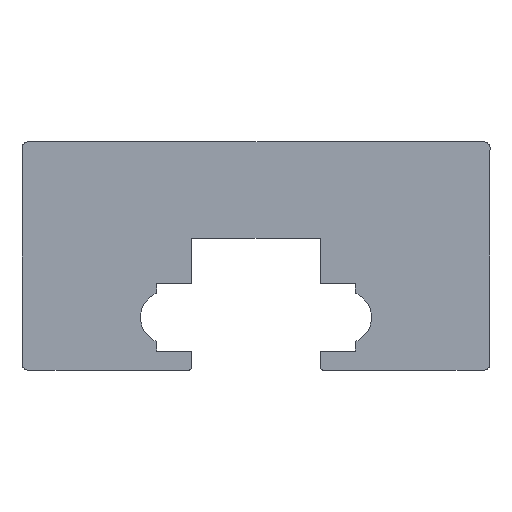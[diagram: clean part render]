
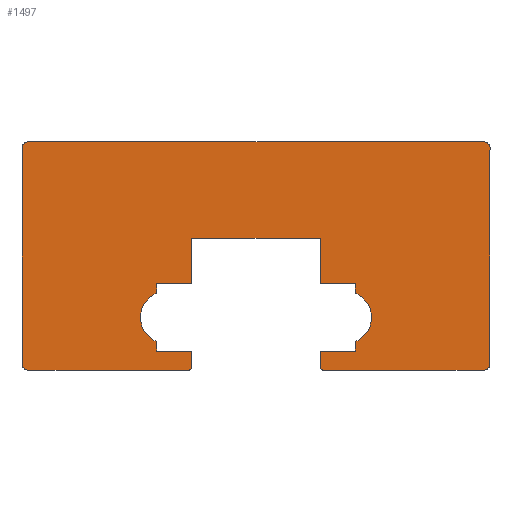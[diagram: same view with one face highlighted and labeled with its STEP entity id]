
A CAD part, front view. The second image highlights one B-rep face of the part: STEP entity #1497.
In plain terms, the highlighted planar face has unit normal (0, -1, 0).
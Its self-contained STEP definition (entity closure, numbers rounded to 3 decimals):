
#239=CARTESIAN_POINT('',(-78.,-4.0,-18.));
#240=VERTEX_POINT('',#239);
#241=CARTESIAN_POINT('',(-80.,-4.0,-16.));
#242=VERTEX_POINT('',#241);
#243=CARTESIAN_POINT('',(-78.,-4.0,-16.));
#244=DIRECTION('',(0.0,1.0,0.0));
#245=DIRECTION('',(-0.707,0.0,-0.707));
#246=AXIS2_PLACEMENT_3D('',#243,#244,#245);
#247=CIRCLE('',#246,2.);
#248=EDGE_CURVE('',#240,#242,#247,.T.);
#293=CARTESIAN_POINT('',(-80.,-4.0,58.));
#294=VERTEX_POINT('',#293);
#295=CARTESIAN_POINT('',(-78.,-4.0,60.));
#296=VERTEX_POINT('',#295);
#297=CARTESIAN_POINT('',(-78.,-4.0,58.));
#298=DIRECTION('',(0.0,1.,0.0));
#299=DIRECTION('',(-0.707,0.0,0.707));
#300=AXIS2_PLACEMENT_3D('',#297,#298,#299);
#301=CIRCLE('',#300,2.);
#302=EDGE_CURVE('',#294,#296,#301,.T.);
#347=CARTESIAN_POINT('',(78.,-4.0,60.));
#348=VERTEX_POINT('',#347);
#349=CARTESIAN_POINT('',(80.,-4.0,58.));
#350=VERTEX_POINT('',#349);
#351=CARTESIAN_POINT('',(78.,-4.0,58.));
#352=DIRECTION('',(0.0,1.0,0.0));
#353=DIRECTION('',(0.707,0.0,0.707));
#354=AXIS2_PLACEMENT_3D('',#351,#352,#353);
#355=CIRCLE('',#354,2.0);
#356=EDGE_CURVE('',#348,#350,#355,.T.);
#401=CARTESIAN_POINT('',(80.,-4.0,-16.));
#402=VERTEX_POINT('',#401);
#403=CARTESIAN_POINT('',(78.,-4.0,-18.));
#404=VERTEX_POINT('',#403);
#405=CARTESIAN_POINT('',(78.,-4.0,-16.));
#406=DIRECTION('',(0.0,1.0,0.0));
#407=DIRECTION('',(0.707,0.0,-0.707));
#408=AXIS2_PLACEMENT_3D('',#405,#406,#407);
#409=CIRCLE('',#408,2.0);
#410=EDGE_CURVE('',#402,#404,#409,.T.);
#486=CARTESIAN_POINT('',(-80.,-4.0,-16.));
#487=DIRECTION('',(0.0,0.0,1.0));
#488=VECTOR('',#487,74.);
#489=LINE('',#486,#488);
#490=EDGE_CURVE('',#242,#294,#489,.T.);
#502=CARTESIAN_POINT('',(-23.,-4.0,-18.));
#503=VERTEX_POINT('',#502);
#510=CARTESIAN_POINT('',(-23.,-4.0,-18.));
#511=DIRECTION('',(-1.0,0.0,0.0));
#512=VECTOR('',#511,55.);
#513=LINE('',#510,#512);
#514=EDGE_CURVE('',#503,#240,#513,.T.);
#525=CARTESIAN_POINT('',(-22.,-4.0,-17.));
#526=VERTEX_POINT('',#525);
#533=CARTESIAN_POINT('',(-23.,-4.0,-17.));
#534=DIRECTION('',(0.0,1.0,0.0));
#535=DIRECTION('',(-1.0,0.0,0.0));
#536=AXIS2_PLACEMENT_3D('',#533,#534,#535);
#537=CIRCLE('',#536,1.0);
#538=EDGE_CURVE('',#526,#503,#537,.T.);
#558=CARTESIAN_POINT('',(-22.,-4.0,-11.5));
#559=VERTEX_POINT('',#558);
#566=CARTESIAN_POINT('',(-22.,-4.0,-11.5));
#567=DIRECTION('',(0.0,0.0,-1.0));
#568=VECTOR('',#567,5.5);
#569=LINE('',#566,#568);
#570=EDGE_CURVE('',#559,#526,#569,.T.);
#730=CARTESIAN_POINT('',(22.,-4.0,-17.));
#731=VERTEX_POINT('',#730);
#738=CARTESIAN_POINT('',(22.,-4.0,-11.5));
#739=VERTEX_POINT('',#738);
#740=CARTESIAN_POINT('',(22.,-4.0,-17.));
#741=DIRECTION('',(0.0,0.0,1.0));
#742=VECTOR('',#741,5.5);
#743=LINE('',#740,#742);
#744=EDGE_CURVE('',#731,#739,#743,.T.);
#1350=CARTESIAN_POINT('',(0.,-4.0,19.926));
#1351=DIRECTION('',(0.0,1.0,0.0));
#1352=DIRECTION('',(0.0,0.0,1.0));
#1353=AXIS2_PLACEMENT_3D('',#1350,#1351,#1352);
#1354=PLANE('',#1353);
#1355=ORIENTED_EDGE('',*,*,#302,.F.);
#1356=ORIENTED_EDGE('',*,*,#490,.F.);
#1357=ORIENTED_EDGE('',*,*,#248,.F.);
#1358=ORIENTED_EDGE('',*,*,#514,.F.);
#1359=ORIENTED_EDGE('',*,*,#538,.F.);
#1360=ORIENTED_EDGE('',*,*,#570,.F.);
#1361=CARTESIAN_POINT('',(-34.,-4.0,-11.5));
#1362=VERTEX_POINT('',#1361);
#1363=CARTESIAN_POINT('',(-34.,-4.0,-11.5));
#1364=DIRECTION('',(1.0,0.0,0.0));
#1365=VECTOR('',#1364,12.);
#1366=LINE('',#1363,#1365);
#1367=EDGE_CURVE('',#1362,#559,#1366,.T.);
#1368=ORIENTED_EDGE('',*,*,#1367,.F.);
#1369=CARTESIAN_POINT('',(-34.,-4.0,-8.292));
#1370=VERTEX_POINT('',#1369);
#1371=CARTESIAN_POINT('',(-34.,-4.0,-8.292));
#1372=DIRECTION('',(0.0,0.0,-1.0));
#1373=VECTOR('',#1372,3.208);
#1374=LINE('',#1371,#1373);
#1375=EDGE_CURVE('',#1370,#1362,#1374,.T.);
#1376=ORIENTED_EDGE('',*,*,#1375,.F.);
#1377=CARTESIAN_POINT('',(-34.,-4.0,8.292));
#1378=VERTEX_POINT('',#1377);
#1379=CARTESIAN_POINT('',(-30.5,-4.0,0.));
#1380=DIRECTION('',(0.0,-1.,0.0));
#1381=DIRECTION('',(-0.389,0.0,-0.921));
#1382=AXIS2_PLACEMENT_3D('',#1379,#1380,#1381);
#1383=CIRCLE('',#1382,9.);
#1384=EDGE_CURVE('',#1378,#1370,#1383,.T.);
#1385=ORIENTED_EDGE('',*,*,#1384,.F.);
#1386=CARTESIAN_POINT('',(-34.,-4.0,11.5));
#1387=VERTEX_POINT('',#1386);
#1388=CARTESIAN_POINT('',(-34.,-4.0,11.5));
#1389=DIRECTION('',(0.0,0.0,-1.0));
#1390=VECTOR('',#1389,3.208);
#1391=LINE('',#1388,#1390);
#1392=EDGE_CURVE('',#1387,#1378,#1391,.T.);
#1393=ORIENTED_EDGE('',*,*,#1392,.F.);
#1394=CARTESIAN_POINT('',(-22.,-4.0,11.5));
#1395=VERTEX_POINT('',#1394);
#1396=CARTESIAN_POINT('',(-22.,-4.0,11.5));
#1397=DIRECTION('',(-1.0,0.0,0.0));
#1398=VECTOR('',#1397,12.);
#1399=LINE('',#1396,#1398);
#1400=EDGE_CURVE('',#1395,#1387,#1399,.T.);
#1401=ORIENTED_EDGE('',*,*,#1400,.F.);
#1402=CARTESIAN_POINT('',(-22.,-4.0,27.));
#1403=VERTEX_POINT('',#1402);
#1404=CARTESIAN_POINT('',(-22.,-4.0,27.));
#1405=DIRECTION('',(0.0,0.0,-1.0));
#1406=VECTOR('',#1405,15.5);
#1407=LINE('',#1404,#1406);
#1408=EDGE_CURVE('',#1403,#1395,#1407,.T.);
#1409=ORIENTED_EDGE('',*,*,#1408,.F.);
#1410=CARTESIAN_POINT('',(22.,-4.0,27.));
#1411=VERTEX_POINT('',#1410);
#1412=CARTESIAN_POINT('',(22.,-4.0,27.));
#1413=DIRECTION('',(-1.0,0.0,0.0));
#1414=VECTOR('',#1413,44.);
#1415=LINE('',#1412,#1414);
#1416=EDGE_CURVE('',#1411,#1403,#1415,.T.);
#1417=ORIENTED_EDGE('',*,*,#1416,.F.);
#1418=CARTESIAN_POINT('',(22.,-4.0,11.5));
#1419=VERTEX_POINT('',#1418);
#1420=CARTESIAN_POINT('',(22.,-4.0,11.5));
#1421=DIRECTION('',(0.0,0.0,1.0));
#1422=VECTOR('',#1421,15.5);
#1423=LINE('',#1420,#1422);
#1424=EDGE_CURVE('',#1419,#1411,#1423,.T.);
#1425=ORIENTED_EDGE('',*,*,#1424,.F.);
#1426=CARTESIAN_POINT('',(34.,-4.0,11.5));
#1427=VERTEX_POINT('',#1426);
#1428=CARTESIAN_POINT('',(34.,-4.0,11.5));
#1429=DIRECTION('',(-1.0,0.0,0.0));
#1430=VECTOR('',#1429,12.);
#1431=LINE('',#1428,#1430);
#1432=EDGE_CURVE('',#1427,#1419,#1431,.T.);
#1433=ORIENTED_EDGE('',*,*,#1432,.F.);
#1434=CARTESIAN_POINT('',(34.,-4.0,8.292));
#1435=VERTEX_POINT('',#1434);
#1436=CARTESIAN_POINT('',(34.,-4.0,8.292));
#1437=DIRECTION('',(0.0,0.0,1.0));
#1438=VECTOR('',#1437,3.208);
#1439=LINE('',#1436,#1438);
#1440=EDGE_CURVE('',#1435,#1427,#1439,.T.);
#1441=ORIENTED_EDGE('',*,*,#1440,.F.);
#1442=CARTESIAN_POINT('',(34.,-4.0,-8.292));
#1443=VERTEX_POINT('',#1442);
#1444=CARTESIAN_POINT('',(30.5,-4.0,0.));
#1445=DIRECTION('',(0.0,-1.,0.0));
#1446=DIRECTION('',(0.389,0.0,0.921));
#1447=AXIS2_PLACEMENT_3D('',#1444,#1445,#1446);
#1448=CIRCLE('',#1447,9.);
#1449=EDGE_CURVE('',#1443,#1435,#1448,.T.);
#1450=ORIENTED_EDGE('',*,*,#1449,.F.);
#1451=CARTESIAN_POINT('',(34.,-4.0,-11.5));
#1452=VERTEX_POINT('',#1451);
#1453=CARTESIAN_POINT('',(34.,-4.0,-11.5));
#1454=DIRECTION('',(0.0,0.0,1.0));
#1455=VECTOR('',#1454,3.208);
#1456=LINE('',#1453,#1455);
#1457=EDGE_CURVE('',#1452,#1443,#1456,.T.);
#1458=ORIENTED_EDGE('',*,*,#1457,.F.);
#1459=CARTESIAN_POINT('',(22.,-4.0,-11.5));
#1460=DIRECTION('',(1.0,0.0,0.0));
#1461=VECTOR('',#1460,12.);
#1462=LINE('',#1459,#1461);
#1463=EDGE_CURVE('',#739,#1452,#1462,.T.);
#1464=ORIENTED_EDGE('',*,*,#1463,.F.);
#1465=ORIENTED_EDGE('',*,*,#744,.F.);
#1466=CARTESIAN_POINT('',(23.,-4.0,-18.));
#1467=VERTEX_POINT('',#1466);
#1468=CARTESIAN_POINT('',(23.,-4.0,-17.));
#1469=DIRECTION('',(0.0,1.0,0.0));
#1470=DIRECTION('',(0.0,0.0,1.0));
#1471=AXIS2_PLACEMENT_3D('',#1468,#1469,#1470);
#1472=CIRCLE('',#1471,1.0);
#1473=EDGE_CURVE('',#1467,#731,#1472,.T.);
#1474=ORIENTED_EDGE('',*,*,#1473,.F.);
#1475=CARTESIAN_POINT('',(78.,-4.0,-18.));
#1476=DIRECTION('',(-1.0,0.0,0.0));
#1477=VECTOR('',#1476,55.);
#1478=LINE('',#1475,#1477);
#1479=EDGE_CURVE('',#404,#1467,#1478,.T.);
#1480=ORIENTED_EDGE('',*,*,#1479,.F.);
#1481=ORIENTED_EDGE('',*,*,#410,.F.);
#1482=CARTESIAN_POINT('',(80.,-4.0,58.));
#1483=DIRECTION('',(0.0,0.0,-1.0));
#1484=VECTOR('',#1483,74.);
#1485=LINE('',#1482,#1484);
#1486=EDGE_CURVE('',#350,#402,#1485,.T.);
#1487=ORIENTED_EDGE('',*,*,#1486,.F.);
#1488=ORIENTED_EDGE('',*,*,#356,.F.);
#1489=CARTESIAN_POINT('',(-78.,-4.0,60.));
#1490=DIRECTION('',(1.0,0.0,0.0));
#1491=VECTOR('',#1490,156.);
#1492=LINE('',#1489,#1491);
#1493=EDGE_CURVE('',#296,#348,#1492,.T.);
#1494=ORIENTED_EDGE('',*,*,#1493,.F.);
#1495=EDGE_LOOP('',(#1355,#1356,#1357,#1358,#1359,#1360,#1368,#1376,#1385,#1393,#1401,#1409,#1417,#1425,#1433,#1441,#1450,#1458,#1464,#1465,#1474,#1480,#1481,#1487,#1488,#1494));
#1496=FACE_OUTER_BOUND('',#1495,.T.);
#1497=ADVANCED_FACE('',(#1496),#1354,.F.);
